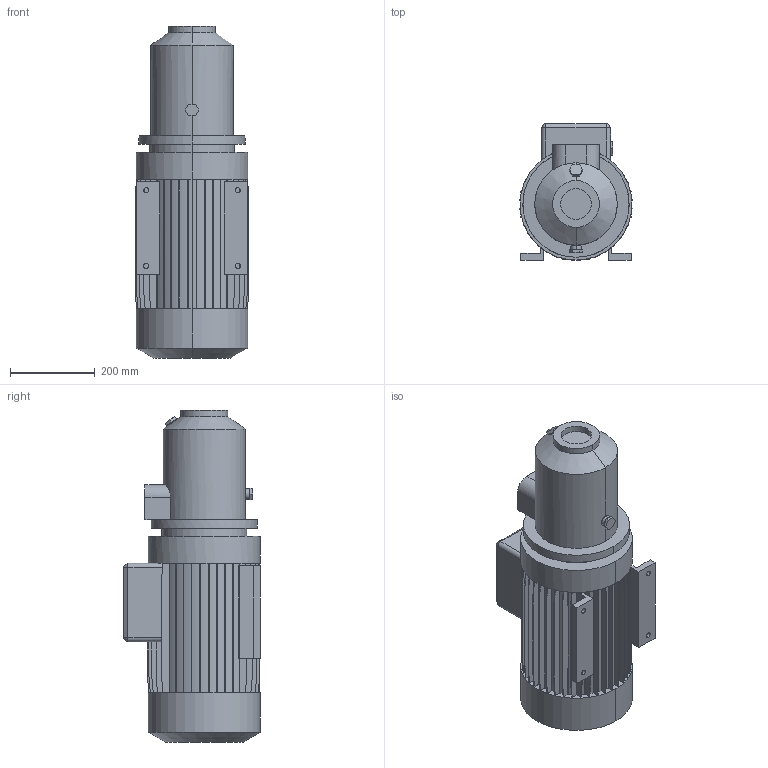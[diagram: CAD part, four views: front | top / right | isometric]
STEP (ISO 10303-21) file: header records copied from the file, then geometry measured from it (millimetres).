
FILE_DESCRIPTION (( 'STEP AP214' ), '1' );
FILE_NAME ('10017486swp01.step', '2024-04-10T14:42:41', ( '' ), ( '' ), 'SwSTEP 2.0', 'SolidWorks 2023', '' );
FILE_SCHEMA (( 'AUTOMOTIVE_DESIGN' ));
Length unit declared in the file: millimetre
Products named in the file (1): 10017486swp01
Bounding box: 267.77 x 322 x 782 mm (x, y, z)
Volume: 34639455.2 mm3; surface area: 1192678.6 mm2
Topology: 2 solids, 2 shells, 344 faces, 974 edges, 642 vertices
Faces by surface type: plane 264, cylinder 72, cone 8
Entity records: 11403 total; most frequent: CARTESIAN_POINT 2304, ORIENTED_EDGE 1948, DIRECTION 1806, EDGE_CURVE 974, VECTOR 810, LINE 810, VERTEX_POINT 642, AXIS2_PLACEMENT_3D 498
